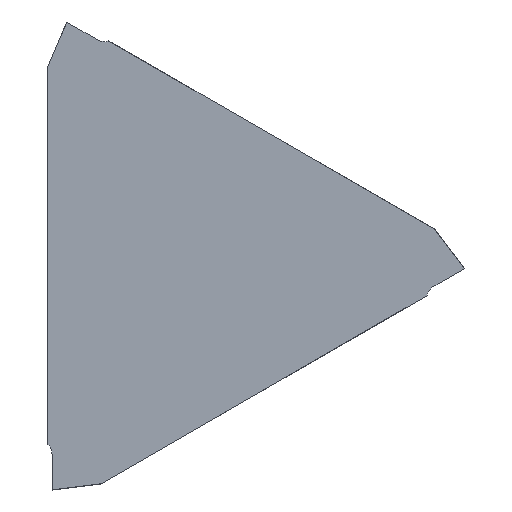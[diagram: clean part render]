
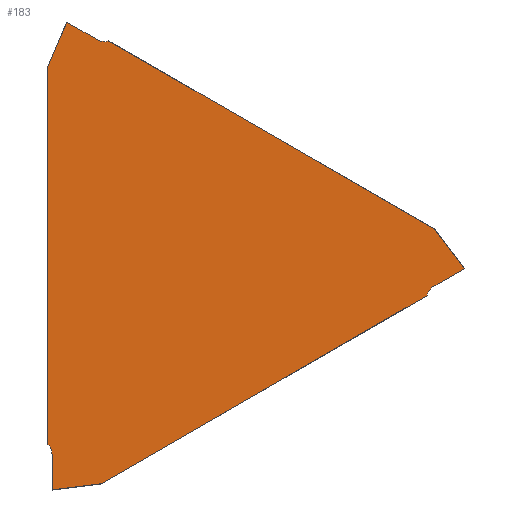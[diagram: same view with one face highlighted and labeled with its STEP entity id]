
A CAD part, left-side view. The second image highlights one B-rep face of the part: STEP entity #183.
In plain terms, the highlighted planar face has unit normal (-1, 0, 0).
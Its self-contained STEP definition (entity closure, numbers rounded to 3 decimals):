
#143=ELLIPSE('',#1715,0.702,0.7);
#144=ELLIPSE('',#1716,0.702,0.7);
#145=ELLIPSE('',#1717,0.702,0.7);
#183=ADVANCED_FACE('',(#319),#281,.T.);
#281=PLANE('',#1718);
#319=FACE_OUTER_BOUND('',#417,.T.);
#417=EDGE_LOOP('',(#733,#734,#735,#736,#737,#738,#739,#740,#741,#742,#743,
#744,#745,#746,#747));
#515=LINE('',#2382,#623);
#516=LINE('',#2385,#624);
#517=LINE('',#2387,#625);
#518=LINE('',#2389,#626);
#519=LINE('',#2393,#627);
#520=LINE('',#2395,#628);
#521=LINE('',#2397,#629);
#522=LINE('',#2399,#630);
#523=LINE('',#2403,#631);
#524=LINE('',#2405,#632);
#525=LINE('',#2407,#633);
#526=LINE('',#2409,#634);
#623=VECTOR('',#1890,1.);
#624=VECTOR('',#1891,1.);
#625=VECTOR('',#1892,1.);
#626=VECTOR('',#1893,1.);
#627=VECTOR('',#1896,1.);
#628=VECTOR('',#1897,1.);
#629=VECTOR('',#1898,1.);
#630=VECTOR('',#1899,1.);
#631=VECTOR('',#1902,1.);
#632=VECTOR('',#1903,1.);
#633=VECTOR('',#1904,1.);
#634=VECTOR('',#1905,1.);
#733=ORIENTED_EDGE('',*,*,#1384,.T.);
#734=ORIENTED_EDGE('',*,*,#1385,.T.);
#735=ORIENTED_EDGE('',*,*,#1386,.T.);
#736=ORIENTED_EDGE('',*,*,#1387,.T.);
#737=ORIENTED_EDGE('',*,*,#1388,.F.);
#738=ORIENTED_EDGE('',*,*,#1389,.T.);
#739=ORIENTED_EDGE('',*,*,#1390,.T.);
#740=ORIENTED_EDGE('',*,*,#1391,.T.);
#741=ORIENTED_EDGE('',*,*,#1392,.T.);
#742=ORIENTED_EDGE('',*,*,#1393,.F.);
#743=ORIENTED_EDGE('',*,*,#1394,.T.);
#744=ORIENTED_EDGE('',*,*,#1395,.T.);
#745=ORIENTED_EDGE('',*,*,#1396,.T.);
#746=ORIENTED_EDGE('',*,*,#1397,.T.);
#747=ORIENTED_EDGE('',*,*,#1398,.F.);
#1231=VERTEX_POINT('',#2383);
#1232=VERTEX_POINT('',#2384);
#1233=VERTEX_POINT('',#2386);
#1234=VERTEX_POINT('',#2388);
#1235=VERTEX_POINT('',#2390);
#1236=VERTEX_POINT('',#2392);
#1237=VERTEX_POINT('',#2394);
#1238=VERTEX_POINT('',#2396);
#1239=VERTEX_POINT('',#2398);
#1240=VERTEX_POINT('',#2400);
#1241=VERTEX_POINT('',#2402);
#1242=VERTEX_POINT('',#2404);
#1243=VERTEX_POINT('',#2406);
#1244=VERTEX_POINT('',#2408);
#1245=VERTEX_POINT('',#2410);
#1384=EDGE_CURVE('',#1231,#1232,#515,.T.);
#1385=EDGE_CURVE('',#1232,#1233,#516,.T.);
#1386=EDGE_CURVE('',#1233,#1234,#517,.T.);
#1387=EDGE_CURVE('',#1234,#1235,#518,.T.);
#1388=EDGE_CURVE('',#1236,#1235,#143,.T.);
#1389=EDGE_CURVE('',#1236,#1237,#519,.T.);
#1390=EDGE_CURVE('',#1237,#1238,#520,.T.);
#1391=EDGE_CURVE('',#1238,#1239,#521,.T.);
#1392=EDGE_CURVE('',#1239,#1240,#522,.T.);
#1393=EDGE_CURVE('',#1241,#1240,#144,.T.);
#1394=EDGE_CURVE('',#1241,#1242,#523,.T.);
#1395=EDGE_CURVE('',#1242,#1243,#524,.T.);
#1396=EDGE_CURVE('',#1243,#1244,#525,.T.);
#1397=EDGE_CURVE('',#1244,#1245,#526,.T.);
#1398=EDGE_CURVE('',#1231,#1245,#145,.T.);
#1715=AXIS2_PLACEMENT_3D('',#2391,#1894,#1895);
#1716=AXIS2_PLACEMENT_3D('',#2401,#1900,#1901);
#1717=AXIS2_PLACEMENT_3D('',#2411,#1906,#1907);
#1718=AXIS2_PLACEMENT_3D('',#2412,#1908,#1909);
#1890=DIRECTION('',(0.,0.,-1.));
#1891=DIRECTION('',(0.,-0.993,0.122));
#1892=DIRECTION('',(0.,-0.866,0.5));
#1893=DIRECTION('',(0.,-0.259,0.966));
#1894=DIRECTION('',(-1.,0.,0.));
#1895=DIRECTION('',(0.,-0.998,0.059));
#1896=DIRECTION('',(0.,-0.866,0.5));
#1897=DIRECTION('',(0.,0.602,0.799));
#1898=DIRECTION('',(0.,0.866,0.5));
#1899=DIRECTION('',(0.,0.966,-0.259));
#1900=DIRECTION('',(-1.,0.,0.));
#1901=DIRECTION('',(0.,0.551,0.835));
#1902=DIRECTION('',(0.,0.866,0.5));
#1903=DIRECTION('',(0.,0.391,-0.921));
#1904=DIRECTION('',(0.,0.,-1.));
#1905=DIRECTION('',(0.,-0.707,-0.707));
#1906=DIRECTION('',(-1.,0.,0.));
#1907=DIRECTION('',(0.,0.448,-0.894));
#1908=DIRECTION('',(-1.,0.,0.));
#1909=DIRECTION('',(0.,0.,1.));
#2382=CARTESIAN_POINT('',(0.,6.875,0.));
#2383=CARTESIAN_POINT('',(0.,6.875,-9.391));
#2384=CARTESIAN_POINT('',(0.,6.875,-11.089));
#2385=CARTESIAN_POINT('',(0.,4.527,-10.8));
#2386=CARTESIAN_POINT('',(0.,4.502,-10.797));
#2387=CARTESIAN_POINT('',(0.,7.1,-12.298));
#2388=CARTESIAN_POINT('',(0.,-11.236,-1.711));
#2389=CARTESIAN_POINT('',(0.,-10.911,-2.924));
#2390=CARTESIAN_POINT('',(0.,-11.243,-1.684));
#2391=CARTESIAN_POINT('',(0.,-11.922,-1.864));
#2392=CARTESIAN_POINT('',(0.,-11.57,-1.259));
#2393=CARTESIAN_POINT('',(0.,-3.438,-5.954));
#2394=CARTESIAN_POINT('',(0.,-13.041,-0.409));
#2395=CARTESIAN_POINT('',(0.,-11.617,1.48));
#2396=CARTESIAN_POINT('',(0.,-11.602,1.5));
#2397=CARTESIAN_POINT('',(0.,-14.2,0.));
#2398=CARTESIAN_POINT('',(0.,4.136,10.586));
#2399=CARTESIAN_POINT('',(0.,2.924,10.911));
#2400=CARTESIAN_POINT('',(0.,4.163,10.579));
#2401=CARTESIAN_POINT('',(0.,4.346,11.257));
#2402=CARTESIAN_POINT('',(0.,4.695,10.649));
#2403=CARTESIAN_POINT('',(0.,-3.437,5.954));
#2404=CARTESIAN_POINT('',(0.,6.166,11.499));
#2405=CARTESIAN_POINT('',(0.,7.09,9.32));
#2406=CARTESIAN_POINT('',(0.,7.1,9.297));
#2407=CARTESIAN_POINT('',(0.,7.1,12.298));
#2408=CARTESIAN_POINT('',(0.,7.1,-8.875));
#2409=CARTESIAN_POINT('',(0.,7.988,-7.988));
#2410=CARTESIAN_POINT('',(0.,7.08,-8.895));
#2411=CARTESIAN_POINT('',(0.,7.575,-9.392));
#2412=CARTESIAN_POINT('',(0.,0.,0.));
